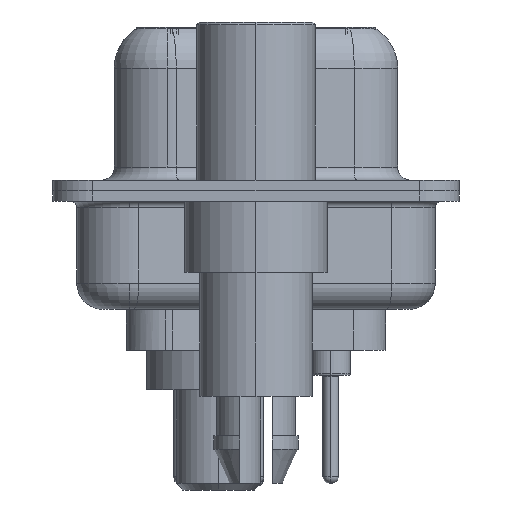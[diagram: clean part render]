
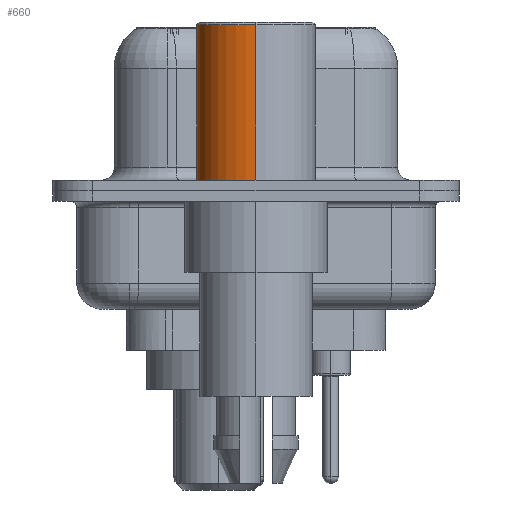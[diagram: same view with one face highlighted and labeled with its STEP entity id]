
A CAD part, left-side view. The second image highlights one B-rep face of the part: STEP entity #660.
In plain terms, the highlighted cylindrical face has radius 2.25 mm (diameter 4.5 mm), a partial arc.
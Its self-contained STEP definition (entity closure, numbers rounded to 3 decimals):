
#142 = VERTEX_POINT ( 'NONE', #30771 ) ;
#250 = CARTESIAN_POINT ( 'NONE',  ( 0., 0., 6.3 ) ) ;
#660 = ADVANCED_FACE ( 'NONE', ( #4324 ), #31462, .T. ) ;
#1207 = CARTESIAN_POINT ( 'NONE',  ( -2.25, 0., 0.581 ) ) ;
#1494 = CARTESIAN_POINT ( 'NONE',  ( 2.25, 0., 0.581 ) ) ;
#1541 = AXIS2_PLACEMENT_3D ( 'NONE', #250, #16052, #5522 ) ;
#1555 = CARTESIAN_POINT ( 'NONE',  ( 0., 0., 0.581 ) ) ;
#2458 = LINE ( 'NONE', #1207, #4528 ) ;
#4184 = VERTEX_POINT ( 'NONE', #24937 ) ;
#4324 = FACE_OUTER_BOUND ( 'NONE', #25817, .T. ) ;
#4521 = DIRECTION ( 'NONE',  ( 0., 0., 1. ) ) ;
#4528 = VECTOR ( 'NONE', #4521, 1000. ) ;
#4609 = VECTOR ( 'NONE', #14553, 1000. ) ;
#5522 = DIRECTION ( 'NONE',  ( 1., 0., 0. ) ) ;
#5686 = ORIENTED_EDGE ( 'NONE', *, *, #18282, .T. ) ;
#6098 = CARTESIAN_POINT ( 'NONE',  ( 2.25, 0., 0.4 ) ) ;
#8697 = AXIS2_PLACEMENT_3D ( 'NONE', #24806, #33085, #17298 ) ;
#9022 = DIRECTION ( 'NONE',  ( 1., 0., 0. ) ) ;
#12929 = CIRCLE ( 'NONE', #8697, 2.25 ) ;
#13531 = VERTEX_POINT ( 'NONE', #6098 ) ;
#13682 = EDGE_CURVE ( 'NONE', #13531, #142, #12929, .T. ) ;
#14028 = LINE ( 'NONE', #1494, #4609 ) ;
#14553 = DIRECTION ( 'NONE',  ( 0., 0., 1. ) ) ;
#16052 = DIRECTION ( 'NONE',  ( 0., 0., 1. ) ) ;
#16435 = AXIS2_PLACEMENT_3D ( 'NONE', #1555, #32928, #9022 ) ;
#17298 = DIRECTION ( 'NONE',  ( 1., 0., 0. ) ) ;
#18282 = EDGE_CURVE ( 'NONE', #142, #32779, #2458, .T. ) ;
#20298 = ORIENTED_EDGE ( 'NONE', *, *, #32963, .F. ) ;
#24806 = CARTESIAN_POINT ( 'NONE',  ( 0., 0., 0.4 ) ) ;
#24937 = CARTESIAN_POINT ( 'NONE',  ( 2.25, 0., 6.3 ) ) ;
#25817 = EDGE_LOOP ( 'NONE', ( #33678, #5686, #26705, #20298 ) ) ;
#26103 = CARTESIAN_POINT ( 'NONE',  ( -2.25, 0., 6.3 ) ) ;
#26705 = ORIENTED_EDGE ( 'NONE', *, *, #26855, .F. ) ;
#26855 = EDGE_CURVE ( 'NONE', #4184, #32779, #31838, .T. ) ;
#30771 = CARTESIAN_POINT ( 'NONE',  ( -2.25, 0., 0.4 ) ) ;
#31462 = CYLINDRICAL_SURFACE ( 'NONE', #16435, 2.25 ) ;
#31838 = CIRCLE ( 'NONE', #1541, 2.25 ) ;
#32779 = VERTEX_POINT ( 'NONE', #26103 ) ;
#32928 = DIRECTION ( 'NONE',  ( 0., 0., 1. ) ) ;
#32963 = EDGE_CURVE ( 'NONE', #13531, #4184, #14028, .T. ) ;
#33085 = DIRECTION ( 'NONE',  ( 0., 0., 1. ) ) ;
#33678 = ORIENTED_EDGE ( 'NONE', *, *, #13682, .T. ) ;
